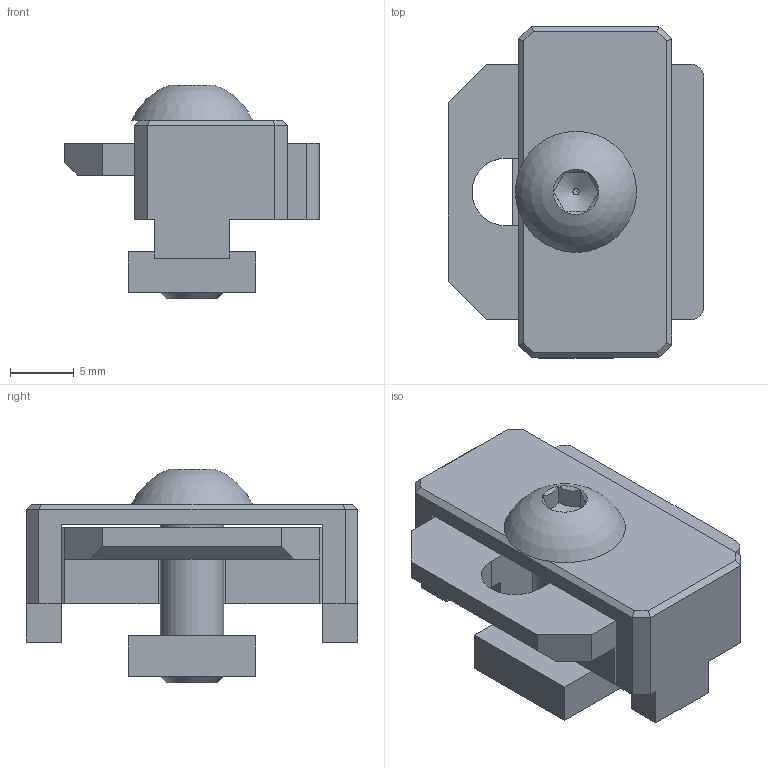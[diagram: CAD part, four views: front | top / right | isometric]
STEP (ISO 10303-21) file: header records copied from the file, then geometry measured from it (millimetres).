
FILE_DESCRIPTION(('FreeCAD Model'),'2;1');
FILE_NAME('Open CASCADE Shape Model','2023-07-10T21:08:07',('Author'),( ''),'Open CASCADE STEP processor 7.4','FreeCAD','Unknown');
FILE_SCHEMA(('AUTOMOTIVE_DESIGN { 1 0 10303 214 1 1 1 1 }'));
Length unit declared in the file: millimetre
Products named in the file (5): Part; Body001; clip-base-003; M5x14-Screw; M6-Nut
Assembly tree (4 placements, depth 2):
  Part
    Body001
    clip-base-003
    M5x14-Screw
    M6-Nut
Bounding box: 20 x 26 x 16.75 mm (x, y, z)
Volume: 2880.5 mm3; surface area: 3329.4 mm2
Topology: 4 solids, 4 shells, 111 faces, 305 edges, 200 vertices
Faces by surface type: plane 79, cylinder 23, cone 6, sphere 2, revolution 1
Full cylindrical faces by diameter (mm): 5 x3, 5.3 x1
Entity records: 7738 total; most frequent: CARTESIAN_POINT 1545, DIRECTION 1151, LINE 723, VECTOR 723, ORIENTED_EDGE 608, PCURVE 608, DEFINITIONAL_REPRESENTATION 608, EDGE_CURVE 304
